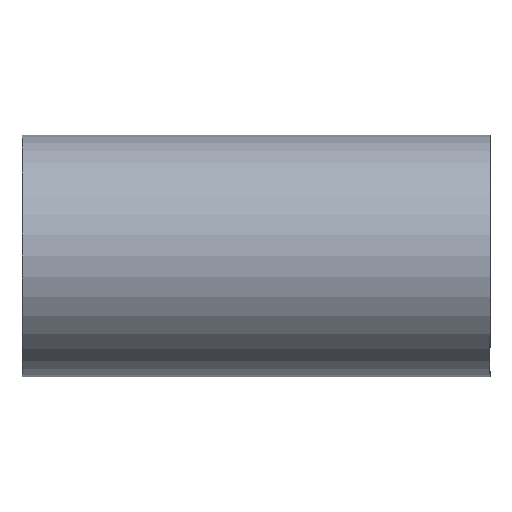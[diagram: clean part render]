
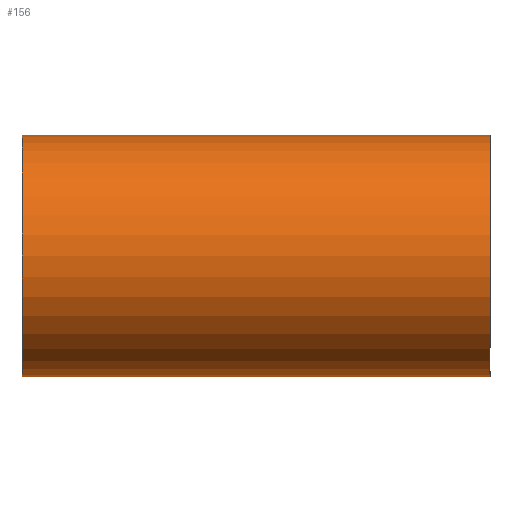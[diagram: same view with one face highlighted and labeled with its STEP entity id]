
A CAD part, front view. The second image highlights one B-rep face of the part: STEP entity #156.
In plain terms, the highlighted cylindrical face has radius 50.8 mm (diameter 101.6 mm), a full revolution.
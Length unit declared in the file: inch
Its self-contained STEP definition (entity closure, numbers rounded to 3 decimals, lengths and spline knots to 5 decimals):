
#18=FACE_BOUND('',#48,.T.);
#25=LINE('',#432,#30);
#30=VECTOR('',#216,2.);
#34=CYLINDRICAL_SURFACE('',#185,2.);
#39=FACE_OUTER_BOUND('',#47,.T.);
#47=EDGE_LOOP('',(#123,#124,#125,#126,#127,#128));
#48=EDGE_LOOP('',(#129));
#60=B_SPLINE_CURVE_WITH_KNOTS('',3,(#396,#397,#398,#399,#400,#401,#402,
#403,#404,#405,#406,#407,#408,#409,#410,#411,#412,#413,#414,#415,#416,#417,
#418,#419),.UNSPECIFIED.,.T.,.F.,(4,1,1,1,1,1,1,1,1,1,1,1,1,1,1,1,1,1,1,
1,1,4),(-15.62163,-15.06372,-14.5058,-13.38997,
-12.64608,-11.9022,-11.15831,-10.41442,
-9.67053,-8.92665,-8.18276,-7.43887,
-6.69499,-5.9511,-5.20721,-4.46332,
-3.71944,-2.97555,-2.23166,-1.11583,
-0.55792,0.),.UNSPECIFIED.);
#65=CIRCLE('',#186,2.);
#66=CIRCLE('',#187,2.);
#67=CIRCLE('',#188,2.);
#68=CIRCLE('',#189,2.);
#74=VERTEX_POINT('',#364);
#79=VERTEX_POINT('',#427);
#80=VERTEX_POINT('',#428);
#81=VERTEX_POINT('',#431);
#82=VERTEX_POINT('',#433);
#93=EDGE_CURVE('',#74,#74,#60,.T.);
#97=EDGE_CURVE('',#79,#80,#65,.T.);
#98=EDGE_CURVE('',#80,#79,#66,.T.);
#99=EDGE_CURVE('',#80,#81,#25,.T.);
#100=EDGE_CURVE('',#81,#82,#67,.T.);
#101=EDGE_CURVE('',#82,#81,#68,.T.);
#123=ORIENTED_EDGE('',*,*,#97,.F.);
#124=ORIENTED_EDGE('',*,*,#98,.F.);
#125=ORIENTED_EDGE('',*,*,#99,.T.);
#126=ORIENTED_EDGE('',*,*,#100,.T.);
#127=ORIENTED_EDGE('',*,*,#101,.T.);
#128=ORIENTED_EDGE('',*,*,#99,.F.);
#129=ORIENTED_EDGE('',*,*,#93,.F.);
#156=ADVANCED_FACE('',(#39,#18),#34,.T.);
#185=AXIS2_PLACEMENT_3D('',#426,#210,#211);
#186=AXIS2_PLACEMENT_3D('',#429,#212,#213);
#187=AXIS2_PLACEMENT_3D('',#430,#214,#215);
#188=AXIS2_PLACEMENT_3D('',#434,#217,#218);
#189=AXIS2_PLACEMENT_3D('',#435,#219,#220);
#210=DIRECTION('center_axis',(-1.,0.,0.));
#211=DIRECTION('ref_axis',(0.,0.,1.));
#212=DIRECTION('center_axis',(-1.,0.,0.));
#213=DIRECTION('ref_axis',(0.,0.,1.));
#214=DIRECTION('center_axis',(-1.,0.,0.));
#215=DIRECTION('ref_axis',(0.,0.,1.));
#216=DIRECTION('',(1.,0.,0.));
#217=DIRECTION('center_axis',(-1.,0.,0.));
#218=DIRECTION('ref_axis',(0.,0.,1.));
#219=DIRECTION('center_axis',(-1.,0.,0.));
#220=DIRECTION('ref_axis',(0.,0.,1.));
#364=CARTESIAN_POINT('',(0.,1.7142,-1.0303));
#396=CARTESIAN_POINT('Ctrl Pts',(0.,1.7142,
-1.0303));
#397=CARTESIAN_POINT('Ctrl Pts',(-0.08098,1.7142,-1.0303));
#398=CARTESIAN_POINT('Ctrl Pts',(-0.24287,1.72525,-1.01219));
#399=CARTESIAN_POINT('Ctrl Pts',(-0.54482,1.78474,-0.90768));
#400=CARTESIAN_POINT('Ctrl Pts',(-0.81354,1.88324,-0.69887));
#401=CARTESIAN_POINT('Ctrl Pts',(-1.00157,1.96941,-0.38808));
#402=CARTESIAN_POINT('Ctrl Pts',(-1.0761,2.00692,-0.08006));
#403=CARTESIAN_POINT('Ctrl Pts',(-1.05078,1.99394,0.23764));
#404=CARTESIAN_POINT('Ctrl Pts',(-0.93068,1.93569,0.52784));
#405=CARTESIAN_POINT('Ctrl Pts',(-0.73281,1.8519,0.76632));
#406=CARTESIAN_POINT('Ctrl Pts',(-0.47292,1.76776,0.93956));
#407=CARTESIAN_POINT('Ctrl Pts',(-0.16466,1.71194,1.0342));
#408=CARTESIAN_POINT('Ctrl Pts',(0.16466,1.71196,1.03418));
#409=CARTESIAN_POINT('Ctrl Pts',(0.4729,1.76777,0.93956));
#410=CARTESIAN_POINT('Ctrl Pts',(0.73282,1.85189,0.76631));
#411=CARTESIAN_POINT('Ctrl Pts',(0.93068,1.9357,0.52785));
#412=CARTESIAN_POINT('Ctrl Pts',(1.05078,1.99394,0.23765));
#413=CARTESIAN_POINT('Ctrl Pts',(1.0761,2.00692,-0.08007));
#414=CARTESIAN_POINT('Ctrl Pts',(1.00157,1.96941,-0.38808));
#415=CARTESIAN_POINT('Ctrl Pts',(0.81354,1.88323,-0.69887));
#416=CARTESIAN_POINT('Ctrl Pts',(0.54481,1.78474,-0.90768));
#417=CARTESIAN_POINT('Ctrl Pts',(0.24287,1.72525,-1.01219));
#418=CARTESIAN_POINT('Ctrl Pts',(0.08098,1.7142,-1.0303));
#419=CARTESIAN_POINT('Ctrl Pts',(0.,1.7142,
-1.0303));
#426=CARTESIAN_POINT('Origin',(0.,0.,0.));
#427=CARTESIAN_POINT('',(-3.875,0.,2.));
#428=CARTESIAN_POINT('',(-3.875,0.,-2.));
#429=CARTESIAN_POINT('Origin',(-3.875,0.,0.));
#430=CARTESIAN_POINT('Origin',(-3.875,0.,0.));
#431=CARTESIAN_POINT('',(3.875,0.,-2.));
#432=CARTESIAN_POINT('',(0.,0.,-2.));
#433=CARTESIAN_POINT('',(3.875,0.,2.));
#434=CARTESIAN_POINT('Origin',(3.875,0.,0.));
#435=CARTESIAN_POINT('Origin',(3.875,0.,0.));
